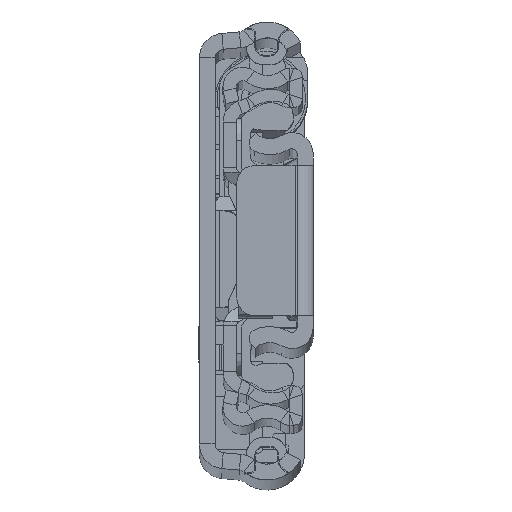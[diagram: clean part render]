
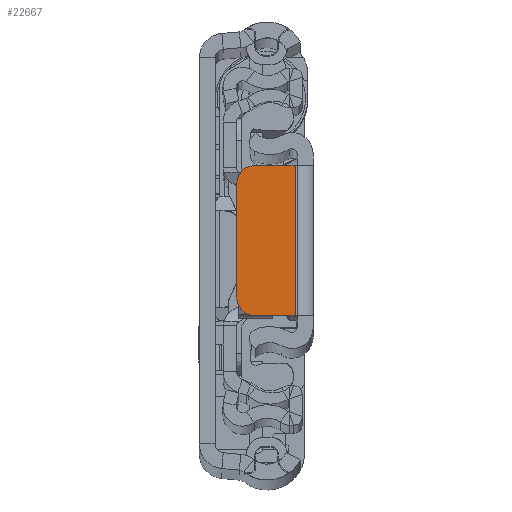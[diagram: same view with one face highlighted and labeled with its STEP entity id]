
A CAD part, top view. The second image highlights one B-rep face of the part: STEP entity #22667.
In plain terms, the highlighted planar face has unit normal (0, 0, 1).
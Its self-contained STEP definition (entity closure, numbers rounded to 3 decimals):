
#840 = CARTESIAN_POINT ( 'NONE',  ( -2.05, -8.5, 0. ) ) ;
#868 = CARTESIAN_POINT ( 'NONE',  ( 0., -8.5, 0. ) ) ;
#3676 = PLANE ( 'NONE',  #30172 ) ;
#3985 = ORIENTED_EDGE ( 'NONE', *, *, #13101, .T. ) ;
#4321 = LINE ( 'NONE', #868, #40809 ) ;
#4843 = EDGE_CURVE ( 'NONE', #35280, #20633, #34283, .T. ) ;
#5867 = LINE ( 'NONE', #19609, #34789 ) ;
#6085 = ORIENTED_EDGE ( 'NONE', *, *, #26281, .T. ) ;
#6384 = VERTEX_POINT ( 'NONE', #20058 ) ;
#6456 = VERTEX_POINT ( 'NONE', #10850 ) ;
#6665 = CARTESIAN_POINT ( 'NONE',  ( -6.65, -6.5, 0. ) ) ;
#7125 = DIRECTION ( 'NONE',  ( 0., 0., -1. ) ) ;
#8611 = ORIENTED_EDGE ( 'NONE', *, *, #15647, .T. ) ;
#9122 = ORIENTED_EDGE ( 'NONE', *, *, #34633, .T. ) ;
#9596 = DIRECTION ( 'NONE',  ( 0., 0., 1. ) ) ;
#10334 = DIRECTION ( 'NONE',  ( -1., 0., 0. ) ) ;
#10724 = DIRECTION ( 'NONE',  ( 0., -1., 0. ) ) ;
#10850 = CARTESIAN_POINT ( 'NONE',  ( -6.65, 8.5, 0. ) ) ;
#11216 = CARTESIAN_POINT ( 'NONE',  ( -2.05, -8.5, 0. ) ) ;
#13101 = EDGE_CURVE ( 'NONE', #30599, #6456, #5867, .T. ) ;
#14278 = AXIS2_PLACEMENT_3D ( 'NONE', #37969, #9596, #20791 ) ;
#14808 = LINE ( 'NONE', #840, #16908 ) ;
#15647 = EDGE_CURVE ( 'NONE', #6384, #23409, #4321, .T. ) ;
#16908 = VECTOR ( 'NONE', #10724, 1000. ) ;
#19609 = CARTESIAN_POINT ( 'NONE',  ( 0., 8.5, 0. ) ) ;
#20058 = CARTESIAN_POINT ( 'NONE',  ( -6.65, -8.5, 0. ) ) ;
#20633 = VERTEX_POINT ( 'NONE', #39434 ) ;
#20791 = DIRECTION ( 'NONE',  ( -1., 0., 0. ) ) ;
#22667 = ADVANCED_FACE ( 'NONE', ( #24536 ), #3676, .F. ) ;
#23409 = VERTEX_POINT ( 'NONE', #11216 ) ;
#24067 = DIRECTION ( 'NONE',  ( 0., 0., 1. ) ) ;
#24536 = FACE_OUTER_BOUND ( 'NONE', #30898, .T. ) ;
#26281 = EDGE_CURVE ( 'NONE', #6456, #35280, #27411, .T. ) ;
#27411 = CIRCLE ( 'NONE', #14278, 2. ) ;
#29917 = CARTESIAN_POINT ( 'NONE',  ( -8.65, 0., 0. ) ) ;
#30172 = AXIS2_PLACEMENT_3D ( 'NONE', #34590, #7125, #10334 ) ;
#30599 = VERTEX_POINT ( 'NONE', #42669 ) ;
#30898 = EDGE_LOOP ( 'NONE', ( #31063, #9122, #8611, #31186, #3985, #6085 ) ) ;
#31063 = ORIENTED_EDGE ( 'NONE', *, *, #4843, .T. ) ;
#31186 = ORIENTED_EDGE ( 'NONE', *, *, #43750, .F. ) ;
#31788 = DIRECTION ( 'NONE',  ( 1., 0., 0. ) ) ;
#34283 = LINE ( 'NONE', #29917, #38725 ) ;
#34590 = CARTESIAN_POINT ( 'NONE',  ( 0., 0., 0. ) ) ;
#34633 = EDGE_CURVE ( 'NONE', #20633, #6384, #42848, .T. ) ;
#34789 = VECTOR ( 'NONE', #41137, 1000. ) ;
#34828 = AXIS2_PLACEMENT_3D ( 'NONE', #6665, #24067, #38025 ) ;
#35280 = VERTEX_POINT ( 'NONE', #35379 ) ;
#35379 = CARTESIAN_POINT ( 'NONE',  ( -8.65, 6.5, 0. ) ) ;
#37969 = CARTESIAN_POINT ( 'NONE',  ( -6.65, 6.5, 0. ) ) ;
#38025 = DIRECTION ( 'NONE',  ( -1., 0., 0. ) ) ;
#38725 = VECTOR ( 'NONE', #43884, 1000. ) ;
#39434 = CARTESIAN_POINT ( 'NONE',  ( -8.65, -6.5, 0. ) ) ;
#40809 = VECTOR ( 'NONE', #31788, 1000. ) ;
#41137 = DIRECTION ( 'NONE',  ( -1., 0., 0. ) ) ;
#42669 = CARTESIAN_POINT ( 'NONE',  ( -2.05, 8.5, 0. ) ) ;
#42848 = CIRCLE ( 'NONE', #34828, 2. ) ;
#43750 = EDGE_CURVE ( 'NONE', #30599, #23409, #14808, .T. ) ;
#43884 = DIRECTION ( 'NONE',  ( 0., -1., 0. ) ) ;
